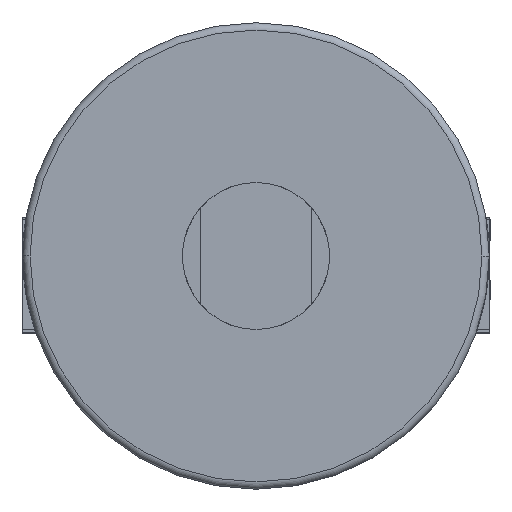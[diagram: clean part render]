
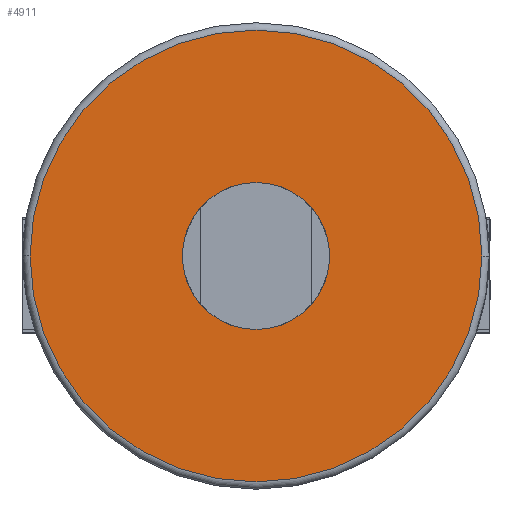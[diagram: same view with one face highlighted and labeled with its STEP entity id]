
A CAD part, left-side view. The second image highlights one B-rep face of the part: STEP entity #4911.
In plain terms, the highlighted planar face has unit normal (-1, 0, 0).
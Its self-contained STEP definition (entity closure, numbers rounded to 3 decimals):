
#23 = EDGE_CURVE ( 'NONE', #8011, #3427, #13371, .T. ) ;
#203 = ORIENTED_EDGE ( 'NONE', *, *, #10054, .T. ) ;
#336 = DIRECTION ( 'NONE',  ( -1., 0., 0. ) ) ;
#367 = CARTESIAN_POINT ( 'NONE',  ( -232.5, 0., 0. ) ) ;
#560 = AXIS2_PLACEMENT_3D ( 'NONE', #367, #8957, #1595 ) ;
#725 = ORIENTED_EDGE ( 'NONE', *, *, #10961, .T. ) ;
#870 = CIRCLE ( 'NONE', #6961, 30.75 ) ;
#1062 = AXIS2_PLACEMENT_3D ( 'NONE', #12787, #5401, #14026 ) ;
#1532 = CARTESIAN_POINT ( 'NONE',  ( -232.5, 0., 10. ) ) ;
#1595 = DIRECTION ( 'NONE',  ( 0., 0., 1. ) ) ;
#3427 = VERTEX_POINT ( 'NONE', #1532 ) ;
#3552 = ORIENTED_EDGE ( 'NONE', *, *, #8554, .F. ) ;
#4654 = DIRECTION ( 'NONE',  ( -1., 0., 0. ) ) ;
#4911 = ADVANCED_FACE ( 'NONE', ( #9071, #6570 ), #10811, .T. ) ;
#5401 = DIRECTION ( 'NONE',  ( -1., 0., 0. ) ) ;
#5698 = VERTEX_POINT ( 'NONE', #8540 ) ;
#6362 = CARTESIAN_POINT ( 'NONE',  ( -232.5, 0., 0. ) ) ;
#6439 = AXIS2_PLACEMENT_3D ( 'NONE', #6362, #14965, #7590 ) ;
#6570 = FACE_BOUND ( 'NONE', #10847, .T. ) ;
#6653 = CIRCLE ( 'NONE', #6439, 30.75 ) ;
#6961 = AXIS2_PLACEMENT_3D ( 'NONE', #7696, #336, #8927 ) ;
#7590 = DIRECTION ( 'NONE',  ( 0., -1., 0. ) ) ;
#7696 = CARTESIAN_POINT ( 'NONE',  ( -232.5, 0., 0. ) ) ;
#8011 = VERTEX_POINT ( 'NONE', #10188 ) ;
#8540 = CARTESIAN_POINT ( 'NONE',  ( -232.5, -30.75, 0. ) ) ;
#8554 = EDGE_CURVE ( 'NONE', #3427, #8011, #11204, .T. ) ;
#8927 = DIRECTION ( 'NONE',  ( 0., -1., 0. ) ) ;
#8957 = DIRECTION ( 'NONE',  ( -1., 0., 0. ) ) ;
#9071 = FACE_OUTER_BOUND ( 'NONE', #13403, .T. ) ;
#10054 = EDGE_CURVE ( 'NONE', #5698, #15229, #6653, .T. ) ;
#10188 = CARTESIAN_POINT ( 'NONE',  ( -232.5, 0., -10. ) ) ;
#10811 = PLANE ( 'NONE',  #14841 ) ;
#10847 = EDGE_LOOP ( 'NONE', ( #12614, #3552 ) ) ;
#10961 = EDGE_CURVE ( 'NONE', #15229, #5698, #870, .T. ) ;
#11204 = CIRCLE ( 'NONE', #560, 10. ) ;
#12048 = CARTESIAN_POINT ( 'NONE',  ( -232.5, 31.75, 0. ) ) ;
#12614 = ORIENTED_EDGE ( 'NONE', *, *, #23, .F. ) ;
#12787 = CARTESIAN_POINT ( 'NONE',  ( -232.5, 0., 0. ) ) ;
#13276 = DIRECTION ( 'NONE',  ( 0., -1., 0. ) ) ;
#13371 = CIRCLE ( 'NONE', #1062, 10. ) ;
#13403 = EDGE_LOOP ( 'NONE', ( #203, #725 ) ) ;
#14026 = DIRECTION ( 'NONE',  ( 0., 0., 1. ) ) ;
#14841 = AXIS2_PLACEMENT_3D ( 'NONE', #12048, #4654, #13276 ) ;
#14965 = DIRECTION ( 'NONE',  ( -1., 0., 0. ) ) ;
#15229 = VERTEX_POINT ( 'NONE', #15839 ) ;
#15839 = CARTESIAN_POINT ( 'NONE',  ( -232.5, 30.75, 0. ) ) ;
